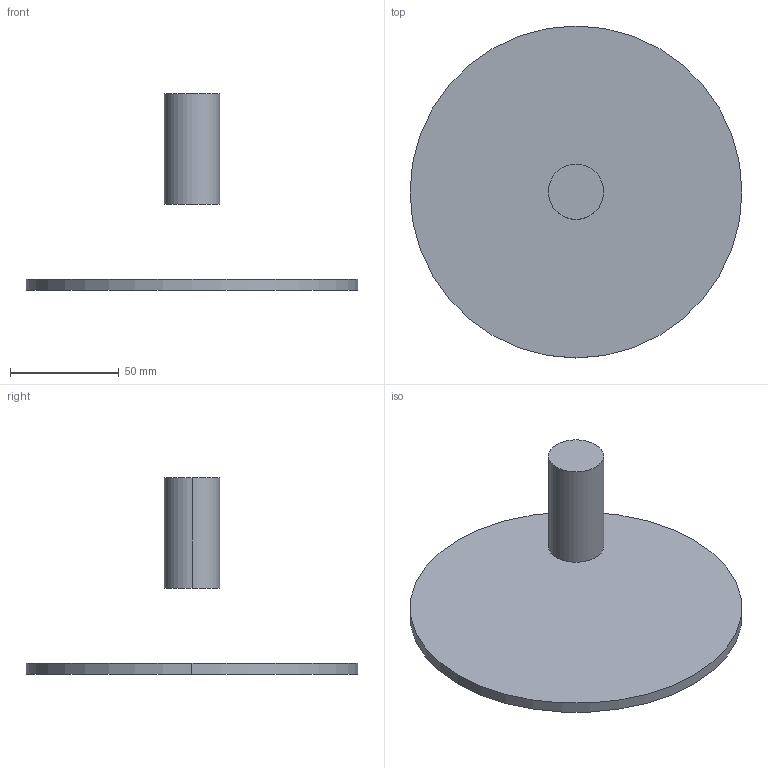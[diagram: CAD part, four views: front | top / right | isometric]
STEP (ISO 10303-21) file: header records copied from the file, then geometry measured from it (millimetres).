
FILE_DESCRIPTION(('CATIA V5 STEP Exchange'),'2;1');
FILE_NAME('Clynder Impact.stp','2021-12-25T12:41:08+00:00',('none'),('none'),'CATIA Version 5 Release 21 GA (IN-10)','CATIA V5 STEP AP203','none');
FILE_SCHEMA(('CONFIG_CONTROL_DESIGN'));
Length unit declared in the file: millimetre
Products named in the file (1): Product1
Assembly tree (2 placements, depth 2):
  Product1
    #58
    #162
Bounding box: 152.4 x 152.4 x 90.32 mm (x, y, z)
Volume: 118407.4 mm3; surface area: 43982.2 mm2
Topology: 2 solids, 2 shells, 8 faces, 12 edges, 8 vertices
Faces by surface type: cylinder 4, plane 4
Entity records: 251 total; most frequent: DIRECTION 32, CARTESIAN_POINT 30, ORIENTED_EDGE 24, AXIS2_PLACEMENT_3D 18, EDGE_CURVE 12, ADVANCED_FACE 8, CIRCLE 8, EDGE_LOOP 8
